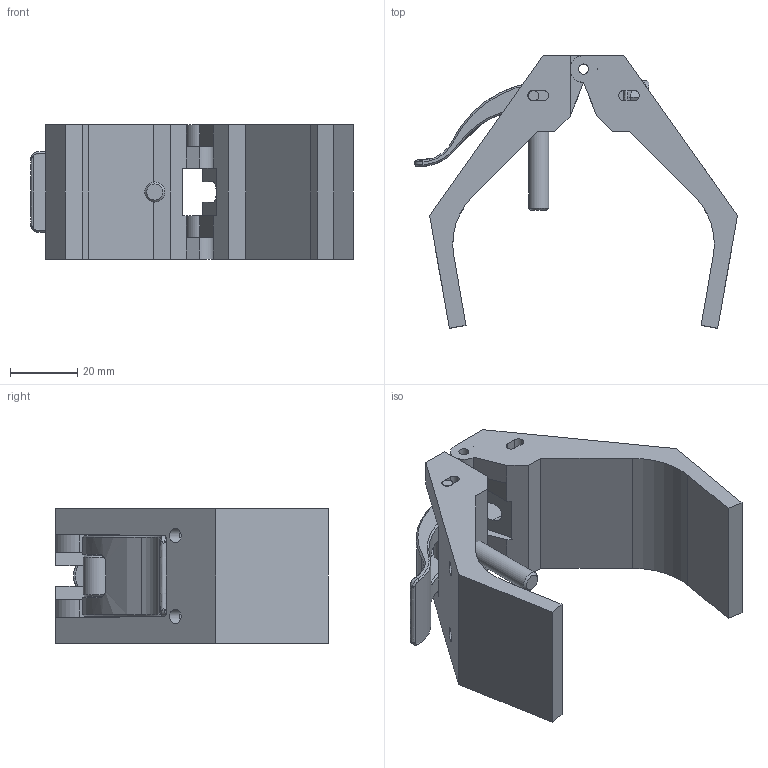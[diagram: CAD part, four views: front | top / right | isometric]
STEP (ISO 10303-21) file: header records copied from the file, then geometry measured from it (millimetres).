
FILE_DESCRIPTION(('FreeCAD Model'),'2;1');
FILE_NAME('Open CASCADE Shape Model','2024-12-20T11:39:41',(''),(''), 'Open CASCADE STEP processor 7.6','FreeCAD','Unknown');
FILE_SCHEMA(('AUTOMOTIVE_DESIGN { 1 0 10303 214 1 1 1 1 }'));
Length unit declared in the file: millimetre
Products named in the file (11): arrow3; Part004; axis004; Part005; PEDAL002; SOLID002; M6x30-Screw; Тіло001; Тіло002; Тіло003; M6-Nut
Assembly tree (10 placements, depth 4):
  arrow3
    Part004
      axis004
      Part005
        PEDAL002
        SOLID002
      M6x30-Screw
    Тіло001
    Тіло002
    Тіло003
    M6-Nut
Bounding box: 95.87 x 80.93 x 40 mm (x, y, z)
Volume: 61319.3 mm3; surface area: 28394.5 mm2
Topology: 8 solids, 8 shells, 251 faces, 626 edges, 394 vertices
Faces by surface type: plane 93, bspline 89, cylinder 54, cone 12, revolution 3
Full cylindrical faces by diameter (mm): 3 x5, 4.2 x4, 4.917 x1, 6 x2, 10 x1
Entity records: 9290 total; most frequent: CARTESIAN_POINT 3242, ORIENTED_EDGE 1244, DIRECTION 1096, EDGE_CURVE 622, VERTEX_POINT 394, LINE 389, VECTOR 389, AXIS2_PLACEMENT_3D 352
